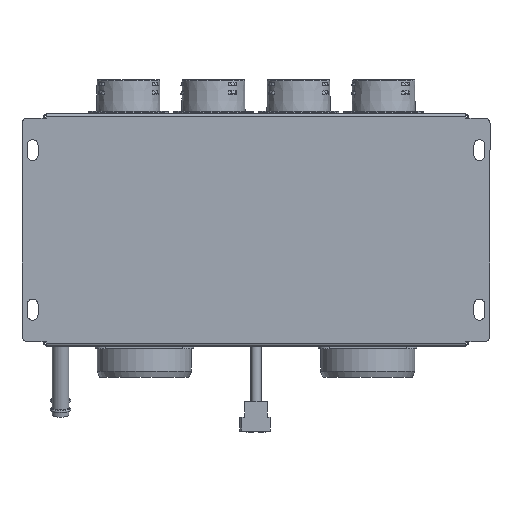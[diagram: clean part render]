
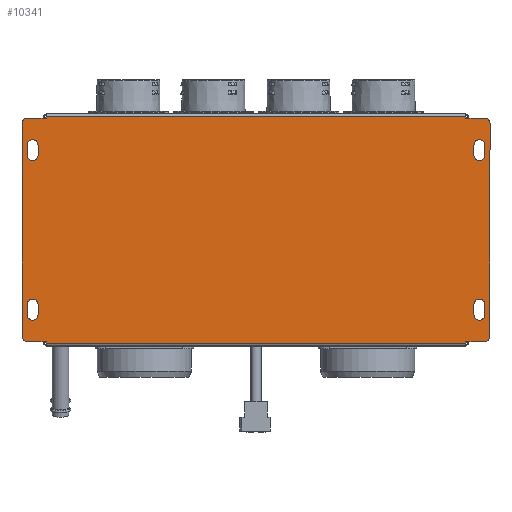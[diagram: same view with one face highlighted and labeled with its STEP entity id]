
A CAD part, front view. The second image highlights one B-rep face of the part: STEP entity #10341.
In plain terms, the highlighted planar face has unit normal (0, -1, 0).
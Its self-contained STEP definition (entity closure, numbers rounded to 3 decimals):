
#671=FACE_BOUND('',#1781,.T.);
#672=FACE_BOUND('',#1782,.T.);
#673=FACE_BOUND('',#1783,.T.);
#674=FACE_BOUND('',#1784,.T.);
#821=PLANE('',#11271);
#1135=FACE_OUTER_BOUND('',#1780,.T.);
#1780=EDGE_LOOP('',(#7445,#7446,#7447,#7448,#7449,#7450,#7451,#7452,#7453,
#7454,#7455,#7456,#7457,#7458,#7459,#7460));
#1781=EDGE_LOOP('',(#7461,#7462,#7463,#7464));
#1782=EDGE_LOOP('',(#7465,#7466,#7467,#7468));
#1783=EDGE_LOOP('',(#7469,#7470,#7471,#7472));
#1784=EDGE_LOOP('',(#7473,#7474,#7475,#7476));
#2384=LINE('',#14845,#3124);
#2406=LINE('',#14913,#3146);
#2410=LINE('',#14923,#3150);
#2495=LINE('',#15246,#3235);
#2498=LINE('',#15253,#3238);
#2501=LINE('',#15262,#3241);
#2504=LINE('',#15269,#3244);
#2507=LINE('',#15278,#3247);
#2510=LINE('',#15285,#3250);
#2513=LINE('',#15294,#3253);
#2516=LINE('',#15301,#3256);
#2524=LINE('',#15329,#3264);
#2529=LINE('',#15346,#3269);
#2532=LINE('',#15358,#3272);
#2534=LINE('',#15361,#3274);
#2535=LINE('',#15363,#3275);
#2536=LINE('',#15366,#3276);
#2539=LINE('',#15371,#3279);
#2540=LINE('',#15373,#3280);
#2541=LINE('',#15375,#3281);
#3124=VECTOR('',#12087,10.);
#3146=VECTOR('',#12139,10.);
#3150=VECTOR('',#12149,10.);
#3235=VECTOR('',#12488,10.);
#3238=VECTOR('',#12497,10.);
#3241=VECTOR('',#12506,10.);
#3244=VECTOR('',#12515,10.);
#3247=VECTOR('',#12524,10.);
#3250=VECTOR('',#12533,10.);
#3253=VECTOR('',#12542,10.);
#3256=VECTOR('',#12551,10.);
#3264=VECTOR('',#12585,10.);
#3269=VECTOR('',#12610,10.);
#3272=VECTOR('',#12629,10.);
#3274=VECTOR('',#12633,10.);
#3275=VECTOR('',#12636,10.);
#3276=VECTOR('',#12639,10.);
#3279=VECTOR('',#12644,10.);
#3280=VECTOR('',#12647,10.);
#3281=VECTOR('',#12650,10.);
#3860=CIRCLE('',#11065,5.);
#3873=CIRCLE('',#11081,5.);
#3874=CIRCLE('',#11084,5.);
#3875=CIRCLE('',#11087,5.);
#3949=CIRCLE('',#11211,5.05);
#3950=CIRCLE('',#11214,5.05);
#3951=CIRCLE('',#11217,5.05);
#3952=CIRCLE('',#11220,5.05);
#3953=CIRCLE('',#11223,5.05);
#3954=CIRCLE('',#11226,5.05);
#3955=CIRCLE('',#11229,5.05);
#3956=CIRCLE('',#11232,5.05);
#4350=VERTEX_POINT('',#14832);
#4351=VERTEX_POINT('',#14833);
#4355=VERTEX_POINT('',#14843);
#4385=VERTEX_POINT('',#14907);
#4386=VERTEX_POINT('',#14911);
#4387=VERTEX_POINT('',#14915);
#4388=VERTEX_POINT('',#14916);
#4389=VERTEX_POINT('',#14921);
#4390=VERTEX_POINT('',#14925);
#4498=VERTEX_POINT('',#15239);
#4499=VERTEX_POINT('',#15240);
#4500=VERTEX_POINT('',#15245);
#4501=VERTEX_POINT('',#15249);
#4502=VERTEX_POINT('',#15255);
#4503=VERTEX_POINT('',#15256);
#4504=VERTEX_POINT('',#15261);
#4505=VERTEX_POINT('',#15265);
#4506=VERTEX_POINT('',#15271);
#4507=VERTEX_POINT('',#15272);
#4508=VERTEX_POINT('',#15277);
#4509=VERTEX_POINT('',#15281);
#4510=VERTEX_POINT('',#15287);
#4511=VERTEX_POINT('',#15288);
#4512=VERTEX_POINT('',#15293);
#4513=VERTEX_POINT('',#15297);
#4519=VERTEX_POINT('',#15326);
#4520=VERTEX_POINT('',#15328);
#4521=VERTEX_POINT('',#15343);
#4522=VERTEX_POINT('',#15345);
#4523=VERTEX_POINT('',#15357);
#4524=VERTEX_POINT('',#15365);
#4525=VERTEX_POINT('',#15369);
#5364=EDGE_CURVE('',#4350,#4351,#3860,.T.);
#5370=EDGE_CURVE('',#4355,#4350,#2384,.T.);
#5401=EDGE_CURVE('',#4385,#4355,#3873,.T.);
#5404=EDGE_CURVE('',#4386,#4385,#2406,.T.);
#5405=EDGE_CURVE('',#4387,#4388,#3874,.T.);
#5409=EDGE_CURVE('',#4389,#4387,#2410,.T.);
#5410=EDGE_CURVE('',#4390,#4389,#3875,.T.);
#5566=EDGE_CURVE('',#4498,#4499,#3949,.T.);
#5569=EDGE_CURVE('',#4500,#4498,#2495,.T.);
#5571=EDGE_CURVE('',#4501,#4500,#3950,.T.);
#5573=EDGE_CURVE('',#4499,#4501,#2498,.T.);
#5574=EDGE_CURVE('',#4502,#4503,#3951,.T.);
#5577=EDGE_CURVE('',#4504,#4502,#2501,.T.);
#5579=EDGE_CURVE('',#4505,#4504,#3952,.T.);
#5581=EDGE_CURVE('',#4503,#4505,#2504,.T.);
#5582=EDGE_CURVE('',#4506,#4507,#3953,.T.);
#5585=EDGE_CURVE('',#4508,#4506,#2507,.T.);
#5587=EDGE_CURVE('',#4509,#4508,#3954,.T.);
#5589=EDGE_CURVE('',#4507,#4509,#2510,.T.);
#5590=EDGE_CURVE('',#4510,#4511,#3955,.T.);
#5593=EDGE_CURVE('',#4512,#4510,#2513,.T.);
#5595=EDGE_CURVE('',#4513,#4512,#3956,.T.);
#5597=EDGE_CURVE('',#4511,#4513,#2516,.T.);
#5611=EDGE_CURVE('',#4519,#4520,#2524,.T.);
#5620=EDGE_CURVE('',#4521,#4522,#2529,.T.);
#5626=EDGE_CURVE('',#4351,#4523,#2532,.T.);
#5628=EDGE_CURVE('',#4523,#4519,#2534,.T.);
#5629=EDGE_CURVE('',#4522,#4386,#2535,.T.);
#5630=EDGE_CURVE('',#4388,#4524,#2536,.T.);
#5633=EDGE_CURVE('',#4525,#4390,#2539,.T.);
#5634=EDGE_CURVE('',#4524,#4521,#2540,.T.);
#5635=EDGE_CURVE('',#4520,#4525,#2541,.T.);
#7445=ORIENTED_EDGE('',*,*,#5364,.F.);
#7446=ORIENTED_EDGE('',*,*,#5370,.F.);
#7447=ORIENTED_EDGE('',*,*,#5401,.F.);
#7448=ORIENTED_EDGE('',*,*,#5404,.F.);
#7449=ORIENTED_EDGE('',*,*,#5629,.F.);
#7450=ORIENTED_EDGE('',*,*,#5620,.F.);
#7451=ORIENTED_EDGE('',*,*,#5634,.F.);
#7452=ORIENTED_EDGE('',*,*,#5630,.F.);
#7453=ORIENTED_EDGE('',*,*,#5405,.F.);
#7454=ORIENTED_EDGE('',*,*,#5409,.F.);
#7455=ORIENTED_EDGE('',*,*,#5410,.F.);
#7456=ORIENTED_EDGE('',*,*,#5633,.F.);
#7457=ORIENTED_EDGE('',*,*,#5635,.F.);
#7458=ORIENTED_EDGE('',*,*,#5611,.F.);
#7459=ORIENTED_EDGE('',*,*,#5628,.F.);
#7460=ORIENTED_EDGE('',*,*,#5626,.F.);
#7461=ORIENTED_EDGE('',*,*,#5566,.T.);
#7462=ORIENTED_EDGE('',*,*,#5573,.T.);
#7463=ORIENTED_EDGE('',*,*,#5571,.T.);
#7464=ORIENTED_EDGE('',*,*,#5569,.T.);
#7465=ORIENTED_EDGE('',*,*,#5574,.T.);
#7466=ORIENTED_EDGE('',*,*,#5581,.T.);
#7467=ORIENTED_EDGE('',*,*,#5579,.T.);
#7468=ORIENTED_EDGE('',*,*,#5577,.T.);
#7469=ORIENTED_EDGE('',*,*,#5582,.T.);
#7470=ORIENTED_EDGE('',*,*,#5589,.T.);
#7471=ORIENTED_EDGE('',*,*,#5587,.T.);
#7472=ORIENTED_EDGE('',*,*,#5585,.T.);
#7473=ORIENTED_EDGE('',*,*,#5590,.T.);
#7474=ORIENTED_EDGE('',*,*,#5597,.T.);
#7475=ORIENTED_EDGE('',*,*,#5595,.T.);
#7476=ORIENTED_EDGE('',*,*,#5593,.T.);
#10341=ADVANCED_FACE('',(#1135,#671,#672,#673,#674),#821,.F.);
#11065=AXIS2_PLACEMENT_3D('',#14834,#12077,#12078);
#11081=AXIS2_PLACEMENT_3D('',#14908,#12133,#12134);
#11084=AXIS2_PLACEMENT_3D('',#14917,#12142,#12143);
#11087=AXIS2_PLACEMENT_3D('',#14926,#12152,#12153);
#11211=AXIS2_PLACEMENT_3D('',#15241,#12482,#12483);
#11214=AXIS2_PLACEMENT_3D('',#15250,#12492,#12493);
#11217=AXIS2_PLACEMENT_3D('',#15257,#12500,#12501);
#11220=AXIS2_PLACEMENT_3D('',#15266,#12510,#12511);
#11223=AXIS2_PLACEMENT_3D('',#15273,#12518,#12519);
#11226=AXIS2_PLACEMENT_3D('',#15282,#12528,#12529);
#11229=AXIS2_PLACEMENT_3D('',#15289,#12536,#12537);
#11232=AXIS2_PLACEMENT_3D('',#15298,#12546,#12547);
#11271=AXIS2_PLACEMENT_3D('',#15376,#12651,#12652);
#12077=DIRECTION('center_axis',(0.,1.,0.));
#12078=DIRECTION('ref_axis',(0.707,0.,-0.707));
#12087=DIRECTION('',(0.,0.,-1.));
#12133=DIRECTION('center_axis',(0.,1.,0.));
#12134=DIRECTION('ref_axis',(0.707,0.,0.707));
#12139=DIRECTION('',(1.,0.,0.));
#12142=DIRECTION('center_axis',(0.,1.,0.));
#12143=DIRECTION('ref_axis',(-0.707,0.,0.707));
#12149=DIRECTION('',(0.,0.,1.));
#12152=DIRECTION('center_axis',(0.,1.,0.));
#12153=DIRECTION('ref_axis',(-0.707,0.,-0.707));
#12482=DIRECTION('center_axis',(0.,1.,0.));
#12483=DIRECTION('ref_axis',(1.,0.,0.));
#12488=DIRECTION('',(0.,0.,-1.));
#12492=DIRECTION('center_axis',(0.,1.,0.));
#12493=DIRECTION('ref_axis',(-1.,0.,0.));
#12497=DIRECTION('',(0.,0.,1.));
#12500=DIRECTION('center_axis',(0.,1.,0.));
#12501=DIRECTION('ref_axis',(-1.,0.,0.));
#12506=DIRECTION('',(0.,0.,-1.));
#12510=DIRECTION('center_axis',(0.,1.,0.));
#12511=DIRECTION('ref_axis',(1.,0.,0.));
#12515=DIRECTION('',(0.,0.,1.));
#12518=DIRECTION('center_axis',(0.,1.,0.));
#12519=DIRECTION('ref_axis',(-1.,0.,0.));
#12524=DIRECTION('',(0.,0.,1.));
#12528=DIRECTION('center_axis',(0.,1.,0.));
#12529=DIRECTION('ref_axis',(1.,0.,0.));
#12533=DIRECTION('',(0.,0.,-1.));
#12536=DIRECTION('center_axis',(0.,1.,0.));
#12537=DIRECTION('ref_axis',(1.,0.,0.));
#12542=DIRECTION('',(0.,0.,-1.));
#12546=DIRECTION('center_axis',(0.,1.,0.));
#12547=DIRECTION('ref_axis',(-1.,0.,0.));
#12551=DIRECTION('',(0.,0.,1.));
#12585=DIRECTION('',(-1.,0.,0.));
#12610=DIRECTION('',(1.,0.,0.));
#12629=DIRECTION('',(-1.,0.,0.));
#12633=DIRECTION('',(0.,0.,-1.));
#12636=DIRECTION('',(0.,0.,-1.));
#12639=DIRECTION('',(1.,0.,0.));
#12644=DIRECTION('',(-1.,0.,0.));
#12647=DIRECTION('',(0.,0.,1.));
#12650=DIRECTION('',(0.,0.,1.));
#12651=DIRECTION('center_axis',(0.,1.,0.));
#12652=DIRECTION('ref_axis',(0.,0.,1.));
#14832=CARTESIAN_POINT('',(220.,0.,-100.));
#14833=CARTESIAN_POINT('',(215.,0.,-105.));
#14834=CARTESIAN_POINT('Origin',(215.,0.,-100.));
#14843=CARTESIAN_POINT('',(220.,0.,100.));
#14845=CARTESIAN_POINT('',(220.,0.,105.));
#14907=CARTESIAN_POINT('',(215.,0.,105.));
#14908=CARTESIAN_POINT('Origin',(215.,0.,100.));
#14911=CARTESIAN_POINT('',(197.2,0.,105.));
#14913=CARTESIAN_POINT('',(197.2,0.,105.));
#14915=CARTESIAN_POINT('',(-220.,0.,100.));
#14916=CARTESIAN_POINT('',(-215.,0.,105.));
#14917=CARTESIAN_POINT('Origin',(-215.,0.,100.));
#14921=CARTESIAN_POINT('',(-220.,0.,-100.));
#14923=CARTESIAN_POINT('',(-220.,0.,-105.));
#14925=CARTESIAN_POINT('',(-215.,0.,-105.));
#14926=CARTESIAN_POINT('Origin',(-215.,0.,-100.));
#15239=CARTESIAN_POINT('',(215.05,0.,-79.75));
#15240=CARTESIAN_POINT('',(204.95,0.,-79.75));
#15241=CARTESIAN_POINT('Origin',(210.,0.,-79.75));
#15245=CARTESIAN_POINT('',(215.05,0.,-70.25));
#15246=CARTESIAN_POINT('',(215.05,0.,-35.125));
#15249=CARTESIAN_POINT('',(204.95,0.,-70.25));
#15250=CARTESIAN_POINT('Origin',(210.,0.,-70.25));
#15253=CARTESIAN_POINT('',(204.95,0.,-39.875));
#15255=CARTESIAN_POINT('',(-204.95,0.,-79.75));
#15256=CARTESIAN_POINT('',(-215.05,0.,-79.75));
#15257=CARTESIAN_POINT('Origin',(-210.,0.,-79.75));
#15261=CARTESIAN_POINT('',(-204.95,0.,-70.25));
#15262=CARTESIAN_POINT('',(-204.95,0.,-35.125));
#15265=CARTESIAN_POINT('',(-215.05,0.,-70.25));
#15266=CARTESIAN_POINT('Origin',(-210.,0.,-70.25));
#15269=CARTESIAN_POINT('',(-215.05,0.,-39.875));
#15271=CARTESIAN_POINT('',(-215.05,0.,79.75));
#15272=CARTESIAN_POINT('',(-204.95,0.,79.75));
#15273=CARTESIAN_POINT('Origin',(-210.,0.,79.75));
#15277=CARTESIAN_POINT('',(-215.05,0.,70.25));
#15278=CARTESIAN_POINT('',(-215.05,0.,35.125));
#15281=CARTESIAN_POINT('',(-204.95,0.,70.25));
#15282=CARTESIAN_POINT('Origin',(-210.,0.,70.25));
#15285=CARTESIAN_POINT('',(-204.95,0.,39.875));
#15287=CARTESIAN_POINT('',(215.05,0.,70.25));
#15288=CARTESIAN_POINT('',(204.95,0.,70.25));
#15289=CARTESIAN_POINT('Origin',(210.,0.,70.25));
#15293=CARTESIAN_POINT('',(215.05,0.,79.75));
#15294=CARTESIAN_POINT('',(215.05,0.,39.875));
#15297=CARTESIAN_POINT('',(204.95,0.,79.75));
#15298=CARTESIAN_POINT('Origin',(210.,0.,79.75));
#15301=CARTESIAN_POINT('',(204.95,0.,35.125));
#15326=CARTESIAN_POINT('',(197.2,0.,-106.4));
#15328=CARTESIAN_POINT('',(-197.2,0.,-106.4));
#15329=CARTESIAN_POINT('',(197.2,0.,-106.4));
#15343=CARTESIAN_POINT('',(-197.2,0.,106.4));
#15345=CARTESIAN_POINT('',(197.2,0.,106.4));
#15346=CARTESIAN_POINT('',(-197.2,0.,106.4));
#15357=CARTESIAN_POINT('',(197.2,0.,-105.));
#15358=CARTESIAN_POINT('',(197.2,0.,-105.));
#15361=CARTESIAN_POINT('',(197.2,0.,106.4));
#15363=CARTESIAN_POINT('',(197.2,0.,106.4));
#15365=CARTESIAN_POINT('',(-197.2,0.,105.));
#15366=CARTESIAN_POINT('',(-197.2,0.,105.));
#15369=CARTESIAN_POINT('',(-197.2,0.,-105.));
#15371=CARTESIAN_POINT('',(-197.2,0.,-105.));
#15373=CARTESIAN_POINT('',(-197.2,0.,-106.4));
#15375=CARTESIAN_POINT('',(-197.2,0.,-106.4));
#15376=CARTESIAN_POINT('Origin',(0.,0.,0.));
